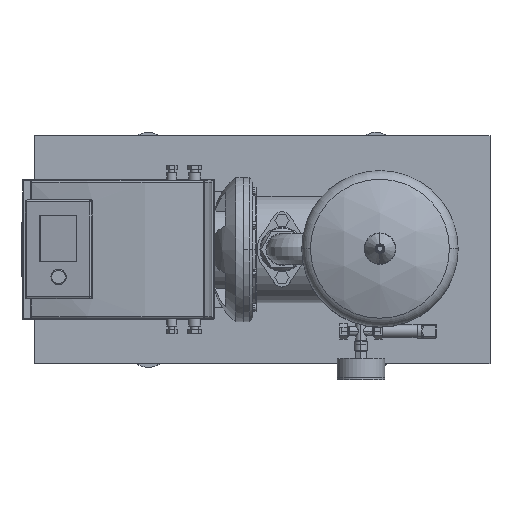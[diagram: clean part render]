
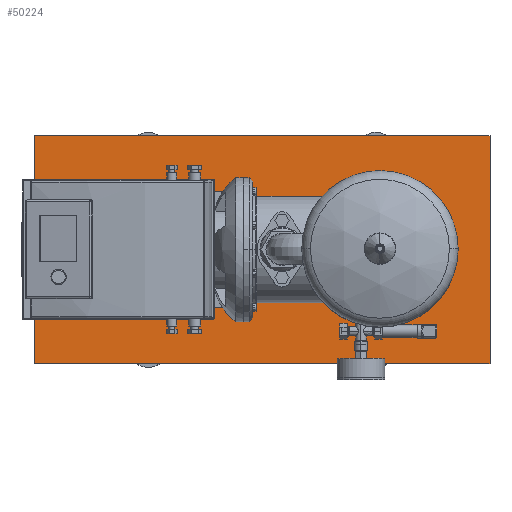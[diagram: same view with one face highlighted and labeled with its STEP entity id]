
A CAD part, top view. The second image highlights one B-rep face of the part: STEP entity #50224.
In plain terms, the highlighted planar face has unit normal (0, 0, 1).
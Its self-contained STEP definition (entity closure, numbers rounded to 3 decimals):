
#50185=CARTESIAN_POINT('',(-326.0,0.,90.0));
#50186=DIRECTION('',(0.0,0.0,1.0));
#50187=DIRECTION('',(0.0,-1.0,0.0));
#50188=AXIS2_PLACEMENT_3D('',#50185,#50186,#50187);
#50189=PLANE('',#50188);
#50190=CARTESIAN_POINT('',(274.0,-150.,90.));
#50191=VERTEX_POINT('',#50190);
#50192=CARTESIAN_POINT('',(274.0,150.,90.));
#50193=VERTEX_POINT('',#50192);
#50194=CARTESIAN_POINT('',(274.0,-150.,90.));
#50195=DIRECTION('',(0.0,1.0,0.0));
#50196=VECTOR('',#50195,300.0);
#50197=LINE('',#50194,#50196);
#50198=EDGE_CURVE('',#50191,#50193,#50197,.T.);
#50199=ORIENTED_EDGE('',*,*,#50198,.T.);
#50200=CARTESIAN_POINT('',(-326.0,150.,90.));
#50201=VERTEX_POINT('',#50200);
#50202=CARTESIAN_POINT('',(-326.0,150.,90.));
#50203=DIRECTION('',(1.0,0.0,0.0));
#50204=VECTOR('',#50203,600.0);
#50205=LINE('',#50202,#50204);
#50206=EDGE_CURVE('',#50201,#50193,#50205,.T.);
#50207=ORIENTED_EDGE('',*,*,#50206,.F.);
#50208=CARTESIAN_POINT('',(-326.0,-150.,90.));
#50209=VERTEX_POINT('',#50208);
#50210=CARTESIAN_POINT('',(-326.0,150.,90.));
#50211=DIRECTION('',(0.0,-1.0,0.0));
#50212=VECTOR('',#50211,300.0);
#50213=LINE('',#50210,#50212);
#50214=EDGE_CURVE('',#50201,#50209,#50213,.T.);
#50215=ORIENTED_EDGE('',*,*,#50214,.T.);
#50216=CARTESIAN_POINT('',(-326.0,-150.,90.));
#50217=DIRECTION('',(1.0,0.0,0.0));
#50218=VECTOR('',#50217,600.0);
#50219=LINE('',#50216,#50218);
#50220=EDGE_CURVE('',#50209,#50191,#50219,.T.);
#50221=ORIENTED_EDGE('',*,*,#50220,.T.);
#50222=EDGE_LOOP('',(#50199,#50207,#50215,#50221));
#50223=FACE_OUTER_BOUND('',#50222,.T.);
#50224=ADVANCED_FACE('',(#50223),#50189,.T.);
